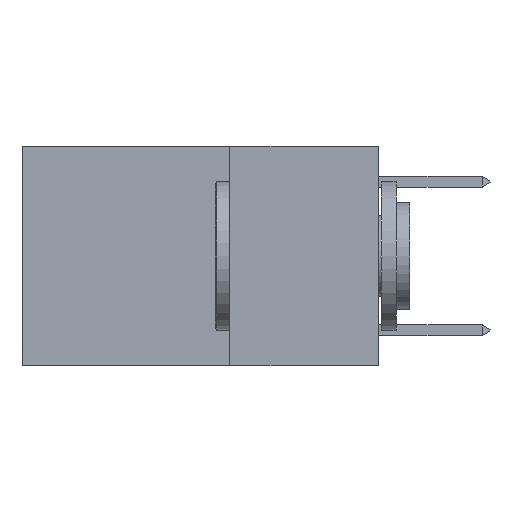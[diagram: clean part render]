
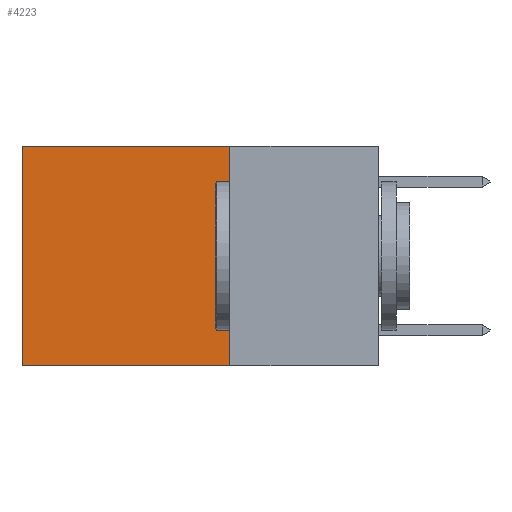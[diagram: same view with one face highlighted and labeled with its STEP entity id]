
A CAD part, left-side view. The second image highlights one B-rep face of the part: STEP entity #4223.
In plain terms, the highlighted planar face has unit normal (-1, 0, 0).
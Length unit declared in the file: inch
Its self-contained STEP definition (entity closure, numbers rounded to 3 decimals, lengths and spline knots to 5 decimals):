
#483 = ORIENTED_EDGE ( 'NONE', *, *, #13211, .F. ) ;
#991 = EDGE_CURVE ( 'NONE', #2320, #10856, #4510, .T. ) ;
#1817 = LINE ( 'NONE', #9636, #29109 ) ;
#2320 = VERTEX_POINT ( 'NONE', #4834 ) ;
#3173 = LINE ( 'NONE', #13599, #6019 ) ;
#4208 = CARTESIAN_POINT ( 'NONE',  ( 0.2625, 0.6, 0. ) ) ;
#4223 = ADVANCED_FACE ( 'NONE', ( #10331 ), #22444, .F. ) ;
#4510 = LINE ( 'NONE', #4670, #16059 ) ;
#4670 = CARTESIAN_POINT ( 'NONE',  ( 0.2625, 0.25, 0. ) ) ;
#4834 = CARTESIAN_POINT ( 'NONE',  ( 0.2625, 0.25, 0. ) ) ;
#5119 = DIRECTION ( 'NONE',  ( 1., 0., 0. ) ) ;
#5179 = CARTESIAN_POINT ( 'NONE',  ( 0.2625, 0.6, -0.37 ) ) ;
#6019 = VECTOR ( 'NONE', #8224, 39.37008 ) ;
#7212 = AXIS2_PLACEMENT_3D ( 'NONE', #19821, #5119, #14764 ) ;
#8224 = DIRECTION ( 'NONE',  ( 0., 1., 0. ) ) ;
#9163 = CARTESIAN_POINT ( 'NONE',  ( 0.2625, 0.25, -0.37 ) ) ;
#9636 = CARTESIAN_POINT ( 'NONE',  ( 0.2625, 0.6, 0. ) ) ;
#10331 = FACE_OUTER_BOUND ( 'NONE', #30673, .T. ) ;
#10856 = VERTEX_POINT ( 'NONE', #30812 ) ;
#11601 = DIRECTION ( 'NONE',  ( 0., 0., -1. ) ) ;
#12641 = DIRECTION ( 'NONE',  ( 0., 0., -1. ) ) ;
#13211 = EDGE_CURVE ( 'NONE', #10856, #18547, #24527, .T. ) ;
#13599 = CARTESIAN_POINT ( 'NONE',  ( 0.2625, 0.25, 0. ) ) ;
#14764 = DIRECTION ( 'NONE',  ( 0., 0., -1. ) ) ;
#15816 = ORIENTED_EDGE ( 'NONE', *, *, #19286, .T. ) ;
#16059 = VECTOR ( 'NONE', #12641, 39.37008 ) ;
#18547 = VERTEX_POINT ( 'NONE', #5179 ) ;
#19286 = EDGE_CURVE ( 'NONE', #2320, #22553, #3173, .T. ) ;
#19610 = DIRECTION ( 'NONE',  ( 0., 1., 0. ) ) ;
#19821 = CARTESIAN_POINT ( 'NONE',  ( 0.2625, 0.25, 0. ) ) ;
#20276 = ORIENTED_EDGE ( 'NONE', *, *, #23495, .T. ) ;
#22444 = PLANE ( 'NONE',  #7212 ) ;
#22553 = VERTEX_POINT ( 'NONE', #4208 ) ;
#23495 = EDGE_CURVE ( 'NONE', #22553, #18547, #1817, .T. ) ;
#23554 = VECTOR ( 'NONE', #19610, 39.37008 ) ;
#24527 = LINE ( 'NONE', #9163, #23554 ) ;
#27082 = ORIENTED_EDGE ( 'NONE', *, *, #991, .F. ) ;
#29109 = VECTOR ( 'NONE', #11601, 39.37008 ) ;
#30673 = EDGE_LOOP ( 'NONE', ( #20276, #483, #27082, #15816 ) ) ;
#30812 = CARTESIAN_POINT ( 'NONE',  ( 0.2625, 0.25, -0.37 ) ) ;
